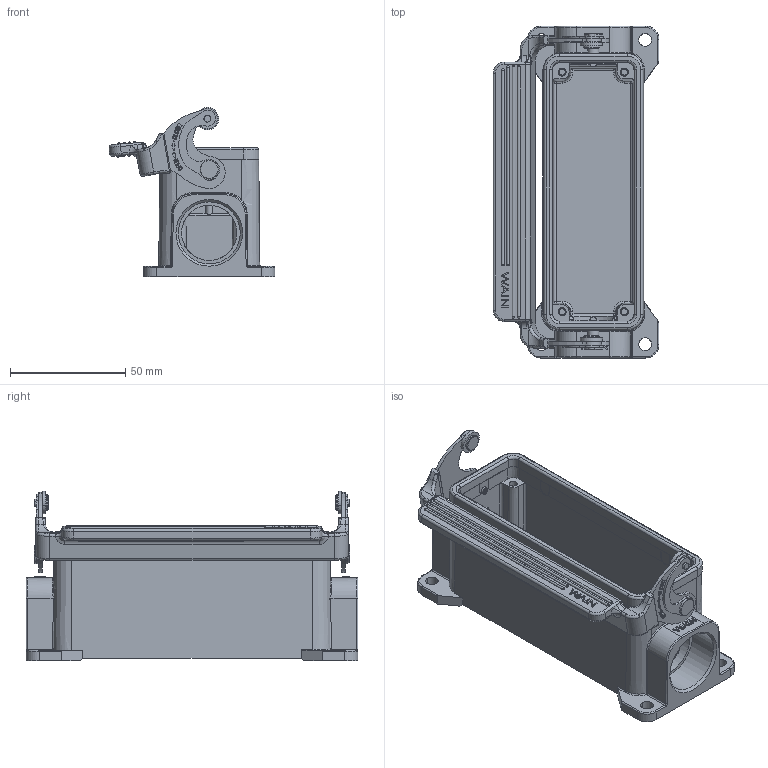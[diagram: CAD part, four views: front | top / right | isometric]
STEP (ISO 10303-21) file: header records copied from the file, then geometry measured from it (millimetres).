
FILE_DESCRIPTION(/* description */ (''),/* implementation_level */ '2;1');
FILE_NAME(/* name */ '3D_1240242211011_HV24B-SF-1L_SC-PG21_V1.1.stp',/* time_stamp */ '2024-01-11T10:13:17+08:00',/* author */ (''),/* organization */ (''),/* preprocessor_version */ 'ST-DEVELOPER v18.1',/* originating_system */ 'SIEMENS PLM Software NX 1980',/* authorisation */ '');
FILE_SCHEMA (('AUTOMOTIVE_DESIGN { 1 0 10303 214 3 1 1 1 }'));
Length unit declared in the file: millimetre
Products named in the file (1): 145933408BBA2n5y
Bounding box: 71.98 x 144 x 73.48 mm (x, y, z)
Volume: 123924.9 mm3; surface area: 80596 mm2
Topology: 12 solids, 21 shells, 1327 faces, 3582 edges, 2361 vertices
Faces by surface type: plane 612, cylinder 548, torus 61, extrusion 35, cone 32, sphere 22, bspline 17
Full cylindrical faces by diameter (mm): 1.9 x2, 3 x4, 4.9 x2, 8 x2, 24 x1, 26.7 x1, 26.9 x1
Entity records: 45461 total; most frequent: CARTESIAN_POINT 13133, ORIENTED_EDGE 7011, DIRECTION 5758, EDGE_CURVE 3530, VERTEX_POINT 2353, AXIS2_PLACEMENT_3D 2015, VECTOR 1728, LINE 1693
